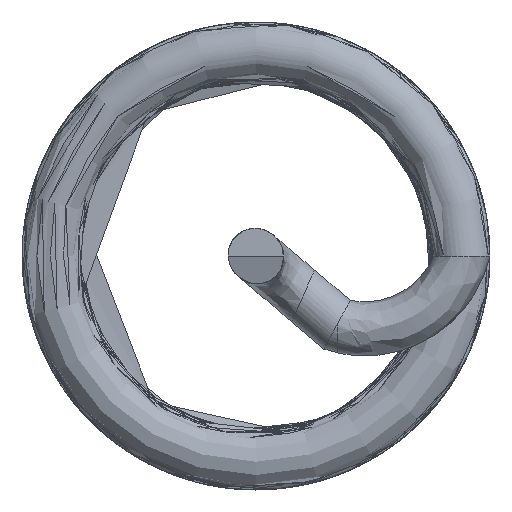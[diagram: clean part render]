
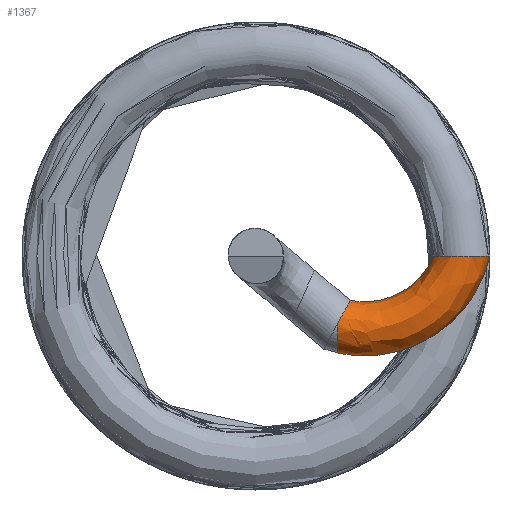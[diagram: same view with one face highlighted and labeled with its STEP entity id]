
A CAD part, front view. The second image highlights one B-rep face of the part: STEP entity #1367.
In plain terms, the highlighted free-form (B-spline) face has degree [3, 3] with [7, 4] control points.
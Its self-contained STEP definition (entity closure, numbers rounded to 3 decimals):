
#5 = CARTESIAN_POINT ( 'NONE',  ( 0.788, 0., -0.667 ) ) ;
#247 = CARTESIAN_POINT ( 'NONE',  ( 1.175, 0., -0.55 ) ) ;
#265 = CARTESIAN_POINT ( 'NONE',  ( 1.563, 0., -0.388 ) ) ;
#330 = CARTESIAN_POINT ( 'NONE',  ( 0.855, -0.245, -0.542 ) ) ;
#409 = CARTESIAN_POINT ( 'NONE',  ( 0.79, -0.55, -0.942 ) ) ;
#412 = CARTESIAN_POINT ( 'NONE',  ( 0.79, 0., -0.942 ) ) ;
#458 = CARTESIAN_POINT ( 'NONE',  ( 1.589, 0., -0.327 ) ) ;
#504 = ORIENTED_EDGE ( 'NONE', *, *, #2441, .F. ) ;
#611 = CARTESIAN_POINT ( 'NONE',  ( 2.113, 0.55, -0.709 ) ) ;
#614 = CIRCLE ( 'NONE', #1728, 0.275 ) ;
#682 = CARTESIAN_POINT ( 'NONE',  ( 1.725, 0., 0. ) ) ;
#683 = CARTESIAN_POINT ( 'NONE',  ( 2.113, -0.55, -0.709 ) ) ;
#702 = CARTESIAN_POINT ( 'NONE',  ( 1.725, -0.55, 0. ) ) ;
#724 = DIRECTION ( 'NONE',  ( -0.008, 0., 1. ) ) ;
#925 = CARTESIAN_POINT ( 'NONE',  ( 2.113, 0., -0.709 ) ) ;
#949 = CARTESIAN_POINT ( 'NONE',  ( 1.725, 0., 0. ) ) ;
#994 = CARTESIAN_POINT ( 'NONE',  ( 1.175, 0.55, -0.55 ) ) ;
#1007 = DIRECTION ( 'NONE',  ( 0., 0., 1. ) ) ;
#1029 = DIRECTION ( 'NONE',  ( 1., 0., 0. ) ) ;
#1037 = CARTESIAN_POINT ( 'NONE',  ( 1.563, -0.55, -0.388 ) ) ;
#1082 = CARTESIAN_POINT ( 'NONE',  ( 2.275, 0., 0. ) ) ;
#1105 = VERTEX_POINT ( 'NONE', #3694 ) ;
#1262 = CARTESIAN_POINT ( 'NONE',  ( 1.5, 0.55, -1.098 ) ) ;
#1303 = CARTESIAN_POINT ( 'NONE',  ( 1.5, 0., -1.098 ) ) ;
#1367 = ADVANCED_FACE ( 'NONE', ( #2339 ), #2541, .T. ) ;
#1400 = CARTESIAN_POINT ( 'NONE',  ( 0.788, -0.275, -0.667 ) ) ;
#1533 = ORIENTED_EDGE ( 'NONE', *, *, #3375, .F. ) ;
#1566 = CARTESIAN_POINT ( 'NONE',  ( 2., 0., 0. ) ) ;
#1588 = CARTESIAN_POINT ( 'NONE',  ( 2.275, 0.55, 0. ) ) ;
#1692 = CARTESIAN_POINT ( 'NONE',  ( 0.821, -0.275, -0.604 ) ) ;
#1725 = CARTESIAN_POINT ( 'NONE',  ( 1.563, 0., -0.388 ) ) ;
#1728 = AXIS2_PLACEMENT_3D ( 'NONE', #5, #4016, #724 ) ;
#1750 = VERTEX_POINT ( 'NONE', #4296 ) ;
#1755 = CIRCLE ( 'NONE', #2123, 0.275 ) ;
#1770 = CARTESIAN_POINT ( 'NONE',  ( 1.175, 0., -0.55 ) ) ;
#1819 = CARTESIAN_POINT ( 'NONE',  ( 0.918, 0., -0.431 ) ) ;
#1965 = EDGE_CURVE ( 'NONE', #4173, #1105, #1755, .T. ) ;
#1986 = CARTESIAN_POINT ( 'NONE',  ( 0.918, 0., -0.431 ) ) ;
#2057 = CARTESIAN_POINT ( 'NONE',  ( 0.788, -0.275, -0.667 ) ) ;
#2066 = CARTESIAN_POINT ( 'NONE',  ( 0.785, -0.55, -0.392 ) ) ;
#2068 = CARTESIAN_POINT ( 'NONE',  ( 1.725, 0., 0. ) ) ;
#2116 = CARTESIAN_POINT ( 'NONE',  ( 1.5, 0., -1.098 ) ) ;
#2123 = AXIS2_PLACEMENT_3D ( 'NONE', #1566, #1007, #1029 ) ;
#2163 = ORIENTED_EDGE ( 'NONE', *, *, #3493, .T. ) ;
#2339 = FACE_OUTER_BOUND ( 'NONE', #3273, .T. ) ;
#2441 = EDGE_CURVE ( 'NONE', #3091, #3566, #3953, .T. ) ;
#2541 =( BOUNDED_SURFACE ( )  B_SPLINE_SURFACE ( 3, 3, ( 
 ( #949, #265, #247, #4347 ),
 ( #2703, #4089, #994, #3316 ),
 ( #1588, #611, #1262, #4393 ),
 ( #4019, #925, #1303, #3719 ),
 ( #4213, #683, #3789, #409 ),
 ( #702, #1037, #3132, #2066 ),
 ( #3832, #1725, #1770, #3428 ) ),
 .UNSPECIFIED., .T., .F., .T. ) 
 B_SPLINE_SURFACE_WITH_KNOTS ( ( 4, 3, 4 ),
 ( 4, 4 ),
 ( 0., 0.5, 1. ),
 ( 0., 1. ),
 .UNSPECIFIED. ) 
 GEOMETRIC_REPRESENTATION_ITEM ( )  RATIONAL_B_SPLINE_SURFACE ( (
 ( 1., 0.807, 0.807, 1.),
 ( 0.333, 0.269, 0.269, 0.333),
 ( 0.333, 0.269, 0.269, 0.333),
 ( 1., 0.807, 0.807, 1.),
 ( 0.333, 0.269, 0.269, 0.333),
 ( 0.333, 0.269, 0.269, 0.333),
 ( 1., 0.807, 0.807, 1.) ) ) 
 REPRESENTATION_ITEM ( '' )  SURFACE ( )  );
#2692 = CARTESIAN_POINT ( 'NONE',  ( 0.904, -0.143, -0.456 ) ) ;
#2703 = CARTESIAN_POINT ( 'NONE',  ( 1.725, 0.55, 0. ) ) ;
#2818 = CARTESIAN_POINT ( 'NONE',  ( 0.918, 0., -0.431 ) ) ;
#3000 =( BOUNDED_CURVE ( )  B_SPLINE_CURVE ( 3, ( #1082, #3544, #2116, #412 ),
 .UNSPECIFIED., .F., .T. ) 
 B_SPLINE_CURVE_WITH_KNOTS ( ( 4, 4 ),
 ( 0., 1. ),
 .UNSPECIFIED. ) 
 CURVE ( )  GEOMETRIC_REPRESENTATION_ITEM ( )  RATIONAL_B_SPLINE_CURVE ( ( 1., 0.807, 0.807, 1. ) ) 
 REPRESENTATION_ITEM ( '' )  );
#3091 = VERTEX_POINT ( 'NONE', #1400 ) ;
#3132 = CARTESIAN_POINT ( 'NONE',  ( 1.175, -0.55, -0.55 ) ) ;
#3158 = CARTESIAN_POINT ( 'NONE',  ( 1.275, 0., -0.502 ) ) ;
#3205 =( BOUNDED_CURVE ( )  B_SPLINE_CURVE ( 3, ( #2068, #458, #3158, #2818 ),
 .UNSPECIFIED., .F., .T. ) 
 B_SPLINE_CURVE_WITH_KNOTS ( ( 4, 4 ),
 ( 0., 0.869 ),
 .UNSPECIFIED. ) 
 CURVE ( )  GEOMETRIC_REPRESENTATION_ITEM ( )  RATIONAL_B_SPLINE_CURVE ( ( 1., 0.832, 0.81, 0.934 ) ) 
 REPRESENTATION_ITEM ( '' )  );
#3273 = EDGE_LOOP ( 'NONE', ( #1533, #4132, #2163, #504, #3451 ) ) ;
#3316 = CARTESIAN_POINT ( 'NONE',  ( 0.785, 0.55, -0.392 ) ) ;
#3375 = EDGE_CURVE ( 'NONE', #1105, #1750, #3000, .T. ) ;
#3428 = CARTESIAN_POINT ( 'NONE',  ( 0.785, 0., -0.392 ) ) ;
#3451 = ORIENTED_EDGE ( 'NONE', *, *, #4308, .F. ) ;
#3493 = EDGE_CURVE ( 'NONE', #4173, #3566, #3205, .T. ) ;
#3544 = CARTESIAN_POINT ( 'NONE',  ( 2.113, 0., -0.709 ) ) ;
#3566 = VERTEX_POINT ( 'NONE', #1819 ) ;
#3694 = CARTESIAN_POINT ( 'NONE',  ( 2.275, 0., 0. ) ) ;
#3719 = CARTESIAN_POINT ( 'NONE',  ( 0.79, 0., -0.942 ) ) ;
#3789 = CARTESIAN_POINT ( 'NONE',  ( 1.5, -0.55, -1.098 ) ) ;
#3832 = CARTESIAN_POINT ( 'NONE',  ( 1.725, 0., 0. ) ) ;
#3953 = B_SPLINE_CURVE_WITH_KNOTS ( 'NONE', 3,
 ( #2057, #1692, #330, #2692, #4078, #1986 ),
 .UNSPECIFIED., .F., .F.,
 ( 4, 2, 4 ),
 ( 0., 0., 0. ),
 .UNSPECIFIED. ) ;
#4016 = DIRECTION ( 'NONE',  ( -1., 0., -0.008 ) ) ;
#4019 = CARTESIAN_POINT ( 'NONE',  ( 2.275, 0., 0. ) ) ;
#4078 = CARTESIAN_POINT ( 'NONE',  ( 0.918, -0.071, -0.431 ) ) ;
#4089 = CARTESIAN_POINT ( 'NONE',  ( 1.563, 0.55, -0.388 ) ) ;
#4132 = ORIENTED_EDGE ( 'NONE', *, *, #1965, .F. ) ;
#4173 = VERTEX_POINT ( 'NONE', #682 ) ;
#4213 = CARTESIAN_POINT ( 'NONE',  ( 2.275, -0.55, 0. ) ) ;
#4296 = CARTESIAN_POINT ( 'NONE',  ( 0.79, 0., -0.942 ) ) ;
#4308 = EDGE_CURVE ( 'NONE', #1750, #3091, #614, .T. ) ;
#4347 = CARTESIAN_POINT ( 'NONE',  ( 0.785, 0., -0.392 ) ) ;
#4393 = CARTESIAN_POINT ( 'NONE',  ( 0.79, 0.55, -0.942 ) ) ;
